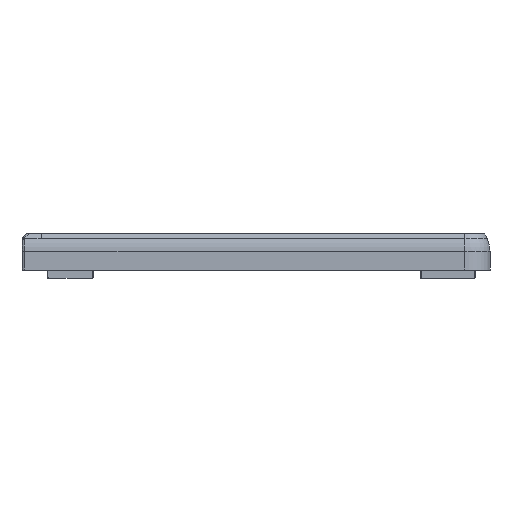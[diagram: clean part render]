
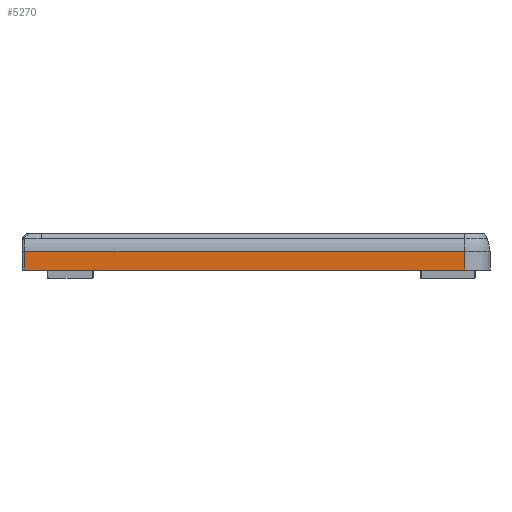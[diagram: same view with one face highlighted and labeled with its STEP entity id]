
A CAD part, left-side view. The second image highlights one B-rep face of the part: STEP entity #5270.
In plain terms, the highlighted planar face has unit normal (-1, 0, 0).
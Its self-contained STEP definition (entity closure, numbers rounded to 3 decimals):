
#168 = DIRECTION ( 'NONE',  ( 0., 0., -1. ) ) ;
#180 = VERTEX_POINT ( 'NONE', #2896 ) ;
#206 = FACE_OUTER_BOUND ( 'NONE', #3783, .T. ) ;
#349 = CARTESIAN_POINT ( 'NONE',  ( -83., 41.3, 3.32 ) ) ;
#425 = LINE ( 'NONE', #2062, #4382 ) ;
#633 = EDGE_CURVE ( 'NONE', #1631, #3441, #6886, .T. ) ;
#934 = CARTESIAN_POINT ( 'NONE',  ( -83., 41.5, 3.32 ) ) ;
#1150 = ORIENTED_EDGE ( 'NONE', *, *, #5403, .T. ) ;
#1525 = VERTEX_POINT ( 'NONE', #349 ) ;
#1631 = VERTEX_POINT ( 'NONE', #5351 ) ;
#2062 = CARTESIAN_POINT ( 'NONE',  ( -83., -41.5, 0. ) ) ;
#2556 = DIRECTION ( 'NONE',  ( 0., -1., 0. ) ) ;
#2667 = ORIENTED_EDGE ( 'NONE', *, *, #633, .T. ) ;
#2896 = CARTESIAN_POINT ( 'NONE',  ( -83., 41.3, 0. ) ) ;
#3017 = CARTESIAN_POINT ( 'NONE',  ( -83., -37., 3.32 ) ) ;
#3440 = LINE ( 'NONE', #934, #3926 ) ;
#3441 = VERTEX_POINT ( 'NONE', #3017 ) ;
#3783 = EDGE_LOOP ( 'NONE', ( #4494, #5897, #1150, #2667 ) ) ;
#3926 = VECTOR ( 'NONE', #6349, 1000. ) ;
#4157 = AXIS2_PLACEMENT_3D ( 'NONE', #5118, #4491, #168 ) ;
#4177 = CARTESIAN_POINT ( 'NONE',  ( -83., -37., 5.7 ) ) ;
#4382 = VECTOR ( 'NONE', #2556, 1000. ) ;
#4491 = DIRECTION ( 'NONE',  ( 1., 0., 0. ) ) ;
#4494 = ORIENTED_EDGE ( 'NONE', *, *, #4998, .T. ) ;
#4536 = DIRECTION ( 'NONE',  ( 0., 0., -1. ) ) ;
#4558 = VECTOR ( 'NONE', #4536, 1000. ) ;
#4998 = EDGE_CURVE ( 'NONE', #3441, #1525, #3440, .T. ) ;
#5096 = LINE ( 'NONE', #5667, #4558 ) ;
#5118 = CARTESIAN_POINT ( 'NONE',  ( -83., -41.5, 5.7 ) ) ;
#5270 = ADVANCED_FACE ( 'NONE', ( #206 ), #6199, .F. ) ;
#5346 = VECTOR ( 'NONE', #5813, 1000. ) ;
#5351 = CARTESIAN_POINT ( 'NONE',  ( -83., -37., 0. ) ) ;
#5403 = EDGE_CURVE ( 'NONE', #180, #1631, #425, .T. ) ;
#5667 = CARTESIAN_POINT ( 'NONE',  ( -83., 41.3, 0. ) ) ;
#5813 = DIRECTION ( 'NONE',  ( 0., 0., 1. ) ) ;
#5897 = ORIENTED_EDGE ( 'NONE', *, *, #6009, .T. ) ;
#6009 = EDGE_CURVE ( 'NONE', #1525, #180, #5096, .T. ) ;
#6199 = PLANE ( 'NONE',  #4157 ) ;
#6349 = DIRECTION ( 'NONE',  ( 0., 1., 0. ) ) ;
#6886 = LINE ( 'NONE', #4177, #5346 ) ;
